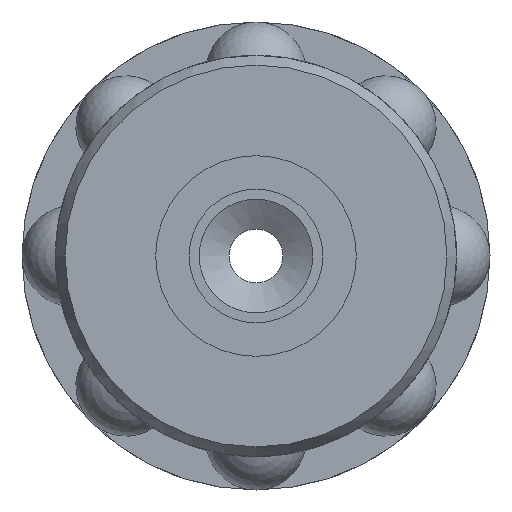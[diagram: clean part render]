
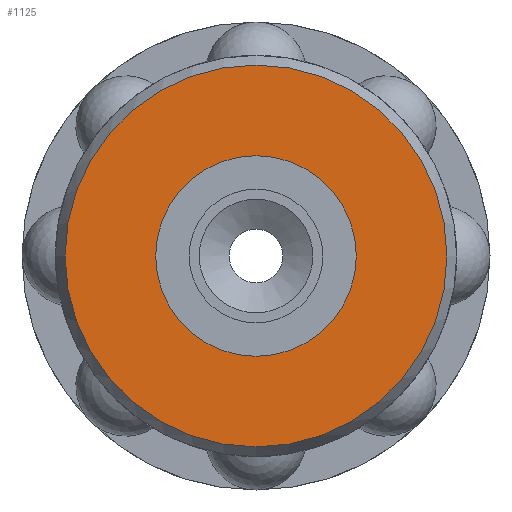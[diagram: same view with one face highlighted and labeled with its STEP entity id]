
A CAD part, left-side view. The second image highlights one B-rep face of the part: STEP entity #1125.
In plain terms, the highlighted planar face has unit normal (-1, 0, 0).
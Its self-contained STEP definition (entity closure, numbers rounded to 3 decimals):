
#104=PLANE('',#1293);
#179=FACE_BOUND('',#331,.T.);
#239=FACE_OUTER_BOUND('',#330,.T.);
#330=EDGE_LOOP('',(#929));
#331=EDGE_LOOP('',(#930));
#381=CIRCLE('',#1208,3.);
#432=CIRCLE('',#1294,5.711);
#473=VERTEX_POINT('',#2154);
#525=VERTEX_POINT('',#2500);
#587=EDGE_CURVE('',#473,#473,#381,.T.);
#670=EDGE_CURVE('',#525,#525,#432,.T.);
#929=ORIENTED_EDGE('',*,*,#670,.F.);
#930=ORIENTED_EDGE('',*,*,#587,.T.);
#1125=ADVANCED_FACE('',(#239,#179),#104,.T.);
#1208=AXIS2_PLACEMENT_3D('',#2155,#1412,#1413);
#1293=AXIS2_PLACEMENT_3D('',#2499,#1598,#1599);
#1294=AXIS2_PLACEMENT_3D('',#2501,#1600,#1601);
#1412=DIRECTION('center_axis',(1.,0.,0.));
#1413=DIRECTION('ref_axis',(0.,0.,1.));
#1598=DIRECTION('center_axis',(-1.,0.,0.));
#1599=DIRECTION('ref_axis',(0.,0.,1.));
#1600=DIRECTION('center_axis',(1.,0.,0.));
#1601=DIRECTION('ref_axis',(0.,0.,1.));
#2154=CARTESIAN_POINT('',(-19.5,0.,3.));
#2155=CARTESIAN_POINT('Origin',(-19.5,0.,0.));
#2499=CARTESIAN_POINT('Origin',(-19.5,0.,2.856));
#2500=CARTESIAN_POINT('',(-19.5,0.,5.711));
#2501=CARTESIAN_POINT('Origin',(-19.5,0.,0.));
